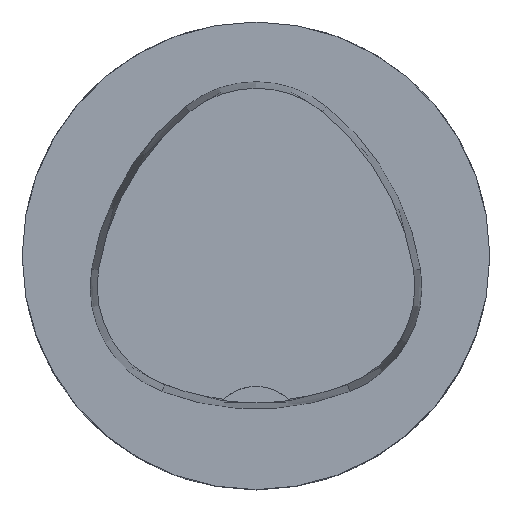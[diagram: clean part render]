
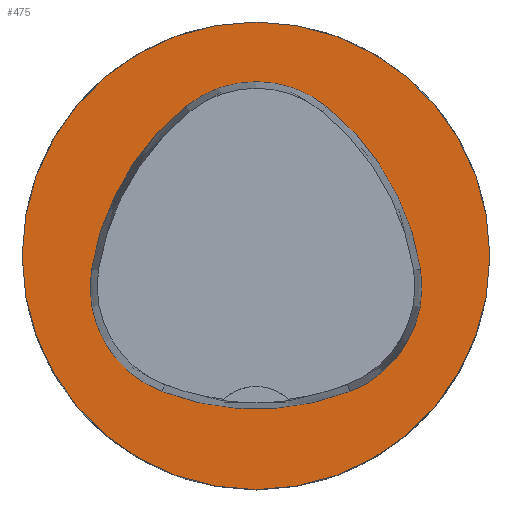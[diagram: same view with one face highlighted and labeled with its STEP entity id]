
A CAD part, top view. The second image highlights one B-rep face of the part: STEP entity #475.
In plain terms, the highlighted planar face has unit normal (0, 0, 1).
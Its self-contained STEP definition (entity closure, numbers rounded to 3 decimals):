
#231=PLANE('',#4860);
#359=FACE_BOUND('',#1047,.T.);
#360=FACE_BOUND('',#1048,.T.);
#475=ADVANCED_FACE('',(#359,#360),#231,.T.);
#1047=EDGE_LOOP('',(#2334,#2335,#2336,#2337,#2338,#2339));
#1048=EDGE_LOOP('',(#2340));
#1333=CIRCLE('',#4832,25.);
#1334=CIRCLE('',#4838,28.);
#1336=CIRCLE('',#4841,12.);
#1338=CIRCLE('',#4844,28.);
#1340=CIRCLE('',#4847,12.);
#1344=CIRCLE('',#4852,28.);
#1346=CIRCLE('',#4855,12.);
#2334=ORIENTED_EDGE('',*,*,#4028,.T.);
#2335=ORIENTED_EDGE('',*,*,#4008,.T.);
#2336=ORIENTED_EDGE('',*,*,#4012,.T.);
#2337=ORIENTED_EDGE('',*,*,#4015,.T.);
#2338=ORIENTED_EDGE('',*,*,#4018,.T.);
#2339=ORIENTED_EDGE('',*,*,#4026,.T.);
#2340=ORIENTED_EDGE('',*,*,#3999,.F.);
#3543=VERTEX_POINT('',#7307);
#3552=VERTEX_POINT('',#7326);
#3553=VERTEX_POINT('',#7327);
#3556=VERTEX_POINT('',#7335);
#3558=VERTEX_POINT('',#7341);
#3560=VERTEX_POINT('',#7347);
#3567=VERTEX_POINT('',#7368);
#3999=EDGE_CURVE('',#3543,#3543,#1333,.T.);
#4008=EDGE_CURVE('',#3552,#3553,#1334,.T.);
#4012=EDGE_CURVE('',#3553,#3556,#1336,.T.);
#4015=EDGE_CURVE('',#3556,#3558,#1338,.T.);
#4018=EDGE_CURVE('',#3558,#3560,#1340,.T.);
#4026=EDGE_CURVE('',#3560,#3567,#1344,.T.);
#4028=EDGE_CURVE('',#3567,#3552,#1346,.T.);
#4832=AXIS2_PLACEMENT_3D('',#7306,#5476,#5477);
#4838=AXIS2_PLACEMENT_3D('',#7325,#5492,#5493);
#4841=AXIS2_PLACEMENT_3D('',#7334,#5500,#5501);
#4844=AXIS2_PLACEMENT_3D('',#7340,#5507,#5508);
#4847=AXIS2_PLACEMENT_3D('',#7346,#5514,#5515);
#4852=AXIS2_PLACEMENT_3D('',#7369,#5526,#5527);
#4855=AXIS2_PLACEMENT_3D('',#7372,#5532,#5533);
#4860=AXIS2_PLACEMENT_3D('',#7377,#5542,#5543);
#5476=DIRECTION('',(0.,0.,-1.));
#5477=DIRECTION('',(-1.,0.,0.));
#5492=DIRECTION('',(0.,0.,-1.));
#5493=DIRECTION('',(-1.,0.,0.));
#5500=DIRECTION('',(0.,0.,-1.));
#5501=DIRECTION('',(-1.,0.,0.));
#5507=DIRECTION('',(0.,0.,-1.));
#5508=DIRECTION('',(-1.,0.,0.));
#5514=DIRECTION('',(0.,0.,-1.));
#5515=DIRECTION('',(-1.,0.,0.));
#5526=DIRECTION('',(0.,0.,-1.));
#5527=DIRECTION('',(-1.,0.,0.));
#5532=DIRECTION('',(0.,0.,-1.));
#5533=DIRECTION('',(-1.,0.,0.));
#5542=DIRECTION('',(0.,0.,1.));
#5543=DIRECTION('',(1.,0.,0.));
#7306=CARTESIAN_POINT('',(0.,0.,0.));
#7307=CARTESIAN_POINT('',(-25.,0.,0.));
#7325=CARTESIAN_POINT('',(10.068,-5.824,0.));
#7326=CARTESIAN_POINT('',(-17.584,-1.424,0.));
#7327=CARTESIAN_POINT('',(-7.531,15.953,0.));
#7334=CARTESIAN_POINT('',(0.011,6.62,0.));
#7335=CARTESIAN_POINT('',(7.567,15.942,0.));
#7340=CARTESIAN_POINT('',(-10.063,-5.81,0.));
#7341=CARTESIAN_POINT('',(17.59,-1.418,0.));
#7346=CARTESIAN_POINT('',(5.739,-3.3,0.));
#7347=CARTESIAN_POINT('',(10.05,-14.499,0.));
#7368=CARTESIAN_POINT('',(-10.025,-14.516,0.));
#7369=CARTESIAN_POINT('',(-0.01,11.631,0.));
#7372=CARTESIAN_POINT('',(-5.733,-3.31,0.));
#7377=CARTESIAN_POINT('',(0.,0.,0.));
